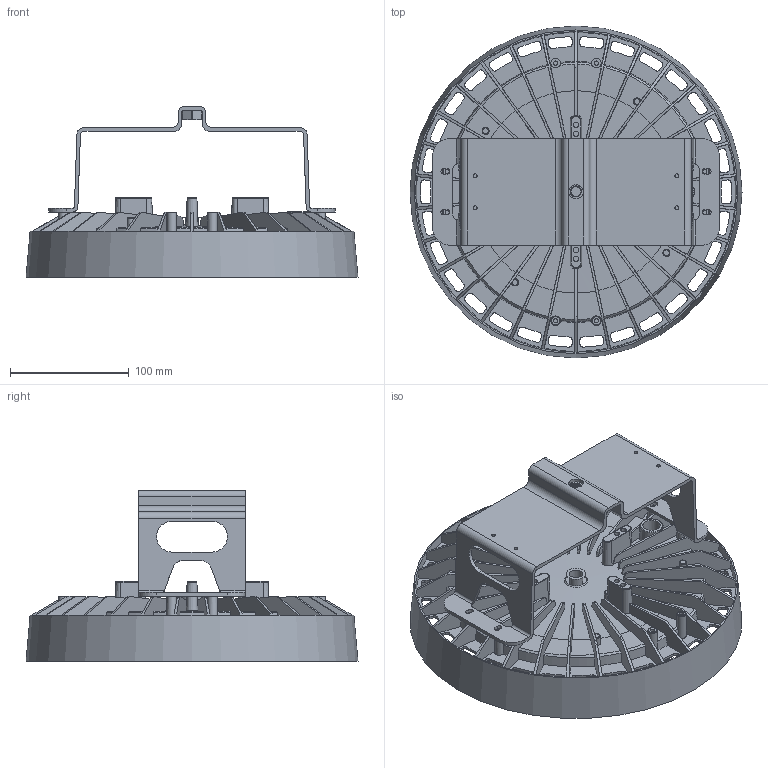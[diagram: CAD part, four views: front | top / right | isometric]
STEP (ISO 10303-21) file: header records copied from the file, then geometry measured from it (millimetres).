
FILE_DESCRIPTION(/* description */ ('This is a sample STEP configuration'),/* implementation_level */ '2;1');
FILE_NAME(/* name */ '157-0110xxxxxxxxx SIMPLE.ipt_Rev_00.1.stp',/* time_stamp */ '2023-05-02T13:34:51+02:00',/* author */ ('powerJobs'),/* organization */ ('coolOrange'),/* preprocessor_version */ 'ST-DEVELOPER v19.2',/* originating_system */ 'Autodesk Inventor 2023',/* authorisation */ '');
FILE_SCHEMA (('AUTOMOTIVE_DESIGN { 1 0 10303 214 3 1 1 }'));
Length unit declared in the file: millimetre
Products named in the file (1): ENG000027320
Bounding box: 280 x 280 x 144.2 mm (x, y, z)
Volume: 733263.3 mm3; surface area: 516716.3 mm2
Topology: 2 solids, 3 shells, 1111 faces, 3057 edges, 1994 vertices
Faces by surface type: plane 471, cylinder 371, cone 223, torus 28, bspline 18
Full cylindrical faces by diameter (mm): 3.2 x4, 3.5 x22, 4.5 x14, 6 x2, 8 x14, 8.5 x3, 11.2 x1, 12 x1, 14.5 x1, 192 x2, 198 x4, 204 x1
Entity records: 44894 total; most frequent: CARTESIAN_POINT 16519, ORIENTED_EDGE 6114, DIRECTION 5954, EDGE_CURVE 3057, AXIS2_PLACEMENT_3D 2287, VERTEX_POINT 1994, LINE 1380, VECTOR 1380
